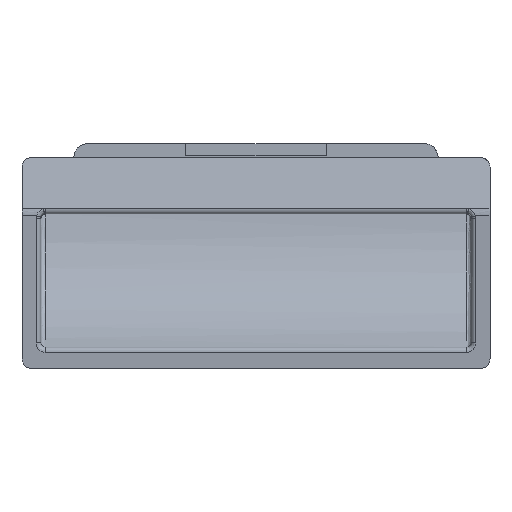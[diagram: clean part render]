
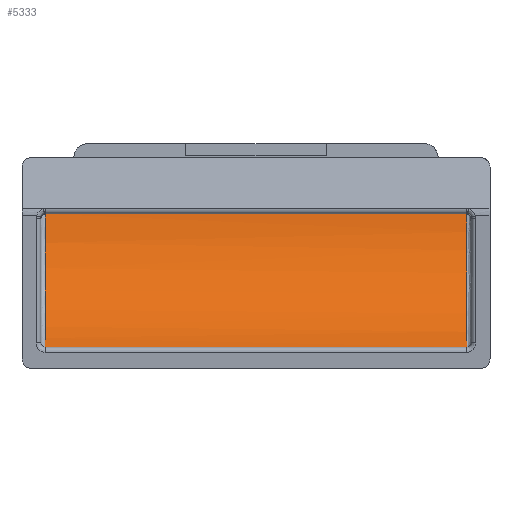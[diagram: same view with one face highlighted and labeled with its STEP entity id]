
A CAD part, front view. The second image highlights one B-rep face of the part: STEP entity #5333.
In plain terms, the highlighted free-form (B-spline) face has degree [1, 2] with [2, 3] control points.
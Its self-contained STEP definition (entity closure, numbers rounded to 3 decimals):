
#1727=CARTESIAN_POINT('',(-45.0,19.567,9.746));
#1728=VERTEX_POINT('',#1727);
#1742=CARTESIAN_POINT('',(45.0,19.567,9.746));
#1743=VERTEX_POINT('',#1742);
#1744=CARTESIAN_POINT('',(45.0,19.567,9.746));
#1745=CARTESIAN_POINT('',(-45.0,19.567,9.746));
#1746=QUASI_UNIFORM_CURVE('',1,(#1744,#1745),.UNSPECIFIED.,.F.,.U.);
#1747=EDGE_CURVE('',#1743,#1728,#1746,.T.);
#3087=CARTESIAN_POINT('',(45.0,0.021,-18.739));
#3088=VERTEX_POINT('',#3087);
#3218=CARTESIAN_POINT('',(45.0,0.021,-18.739));
#3219=CARTESIAN_POINT('',(45.0,17.534,-9.807));
#3220=CARTESIAN_POINT('',(45.0,19.567,9.746));
#3228=(BOUNDED_CURVE()B_SPLINE_CURVE(2,(#3218,#3219,#3220),.UNSPECIFIED.,.F.,.U.)CURVE()GEOMETRIC_REPRESENTATION_ITEM()QUASI_UNIFORM_CURVE()RATIONAL_B_SPLINE_CURVE((1.0,0.879,1.0))REPRESENTATION_ITEM(''));
#3229=EDGE_CURVE('',#3088,#1743,#3228,.T.);
#3317=CARTESIAN_POINT('',(-45.0,0.021,-18.739));
#3318=VERTEX_POINT('',#3317);
#3467=CARTESIAN_POINT('',(-45.0,19.567,9.746));
#3468=CARTESIAN_POINT('',(-45.,17.534,-9.807));
#3469=CARTESIAN_POINT('',(-45.0,0.021,-18.739));
#3477=(BOUNDED_CURVE()B_SPLINE_CURVE(2,(#3467,#3468,#3469),.UNSPECIFIED.,.F.,.U.)CURVE()GEOMETRIC_REPRESENTATION_ITEM()QUASI_UNIFORM_CURVE()RATIONAL_B_SPLINE_CURVE((1.0,0.879,1.0))REPRESENTATION_ITEM(''));
#3478=EDGE_CURVE('',#1728,#3318,#3477,.T.);
#5309=CARTESIAN_POINT('',(-47.25,19.694,11.294));
#5310=CARTESIAN_POINT('',(47.306,19.694,11.294));
#5311=CARTESIAN_POINT('',(-47.25,18.37,-10.501));
#5312=CARTESIAN_POINT('',(47.306,18.37,-10.501));
#5313=CARTESIAN_POINT('',(-47.25,-1.531,-19.485));
#5314=CARTESIAN_POINT('',(47.306,-1.531,-19.485));
#5322=(BOUNDED_SURFACE()B_SPLINE_SURFACE(1,2,((#5309,#5311,#5313),(#5310,#5312,#5314)),.UNSPECIFIED.,.F.,.F.,.U.)B_SPLINE_SURFACE_WITH_KNOTS((2,2),(3,3),(0.0,94.556),(0.0,40.286),.UNSPECIFIED.)GEOMETRIC_REPRESENTATION_ITEM()RATIONAL_B_SPLINE_SURFACE(((1.0,0.852,0.991),(1.0,0.852,0.991)))REPRESENTATION_ITEM('')SURFACE());
#5323=ORIENTED_EDGE('',*,*,#3229,.T.);
#5324=ORIENTED_EDGE('',*,*,#1747,.T.);
#5325=ORIENTED_EDGE('',*,*,#3478,.T.);
#5326=CARTESIAN_POINT('',(-45.0,0.021,-18.739));
#5327=CARTESIAN_POINT('',(45.0,0.021,-18.739));
#5328=QUASI_UNIFORM_CURVE('',1,(#5326,#5327),.UNSPECIFIED.,.F.,.U.);
#5329=EDGE_CURVE('',#3318,#3088,#5328,.T.);
#5330=ORIENTED_EDGE('',*,*,#5329,.T.);
#5331=EDGE_LOOP('',(#5323,#5324,#5325,#5330));
#5332=FACE_OUTER_BOUND('',#5331,.T.);
#5333=ADVANCED_FACE('',(#5332),#5322,.F.);
